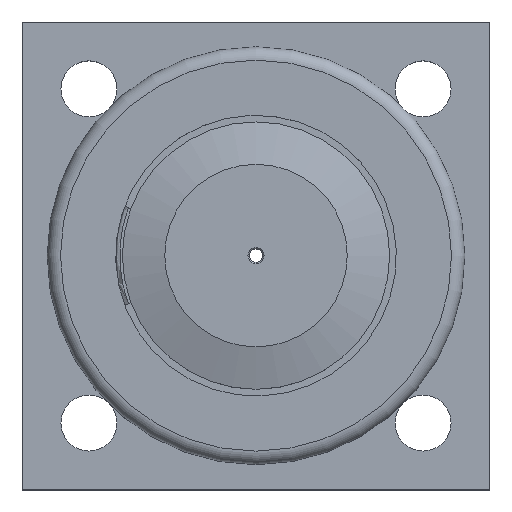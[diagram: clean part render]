
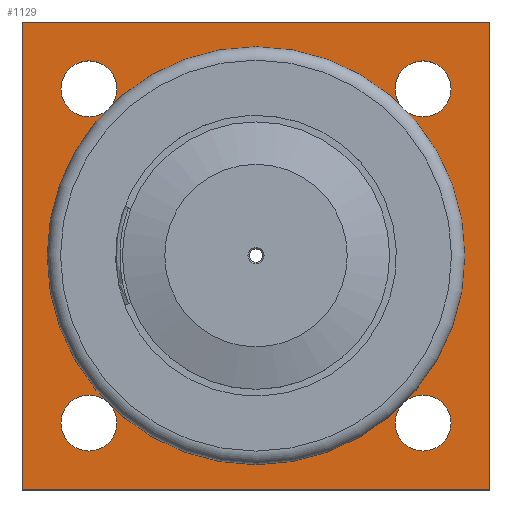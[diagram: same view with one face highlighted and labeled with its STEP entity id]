
A CAD part, top view. The second image highlights one B-rep face of the part: STEP entity #1129.
In plain terms, the highlighted planar face has unit normal (0, 0, 1).
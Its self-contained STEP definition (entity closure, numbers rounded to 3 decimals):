
#44=FACE_BOUND('',#154,.T.);
#45=FACE_BOUND('',#155,.T.);
#46=FACE_BOUND('',#156,.T.);
#47=FACE_BOUND('',#157,.T.);
#48=FACE_BOUND('',#158,.T.);
#67=PLANE('',#1213);
#92=FACE_OUTER_BOUND('',#153,.T.);
#153=EDGE_LOOP('',(#738,#739,#740,#741));
#154=EDGE_LOOP('',(#742,#743));
#155=EDGE_LOOP('',(#744,#745));
#156=EDGE_LOOP('',(#746,#747));
#157=EDGE_LOOP('',(#748,#749));
#158=EDGE_LOOP('',(#750,#751));
#237=LINE('',#1783,#293);
#238=LINE('',#1785,#294);
#239=LINE('',#1787,#295);
#240=LINE('',#1788,#296);
#293=VECTOR('',#1390,10.);
#294=VECTOR('',#1391,10.);
#295=VECTOR('',#1392,10.);
#296=VECTOR('',#1393,10.);
#351=CIRCLE('',#1214,17.5);
#352=CIRCLE('',#1215,17.5);
#353=CIRCLE('',#1216,4.188);
#354=CIRCLE('',#1217,4.188);
#355=CIRCLE('',#1218,4.188);
#356=CIRCLE('',#1219,4.188);
#357=CIRCLE('',#1220,4.188);
#358=CIRCLE('',#1221,4.188);
#359=CIRCLE('',#1222,4.188);
#360=CIRCLE('',#1223,4.188);
#458=VERTEX_POINT('',#1781);
#459=VERTEX_POINT('',#1782);
#460=VERTEX_POINT('',#1784);
#461=VERTEX_POINT('',#1786);
#462=VERTEX_POINT('',#1789);
#463=VERTEX_POINT('',#1790);
#464=VERTEX_POINT('',#1793);
#465=VERTEX_POINT('',#1794);
#466=VERTEX_POINT('',#1797);
#467=VERTEX_POINT('',#1798);
#468=VERTEX_POINT('',#1801);
#469=VERTEX_POINT('',#1802);
#470=VERTEX_POINT('',#1805);
#471=VERTEX_POINT('',#1806);
#574=EDGE_CURVE('',#458,#459,#237,.T.);
#575=EDGE_CURVE('',#460,#458,#238,.T.);
#576=EDGE_CURVE('',#461,#460,#239,.T.);
#577=EDGE_CURVE('',#459,#461,#240,.T.);
#578=EDGE_CURVE('',#462,#463,#351,.T.);
#579=EDGE_CURVE('',#463,#462,#352,.T.);
#580=EDGE_CURVE('',#464,#465,#353,.T.);
#581=EDGE_CURVE('',#465,#464,#354,.T.);
#582=EDGE_CURVE('',#466,#467,#355,.T.);
#583=EDGE_CURVE('',#467,#466,#356,.T.);
#584=EDGE_CURVE('',#468,#469,#357,.T.);
#585=EDGE_CURVE('',#469,#468,#358,.T.);
#586=EDGE_CURVE('',#470,#471,#359,.T.);
#587=EDGE_CURVE('',#471,#470,#360,.T.);
#738=ORIENTED_EDGE('',*,*,#574,.F.);
#739=ORIENTED_EDGE('',*,*,#575,.F.);
#740=ORIENTED_EDGE('',*,*,#576,.F.);
#741=ORIENTED_EDGE('',*,*,#577,.F.);
#742=ORIENTED_EDGE('',*,*,#578,.T.);
#743=ORIENTED_EDGE('',*,*,#579,.T.);
#744=ORIENTED_EDGE('',*,*,#580,.T.);
#745=ORIENTED_EDGE('',*,*,#581,.T.);
#746=ORIENTED_EDGE('',*,*,#582,.T.);
#747=ORIENTED_EDGE('',*,*,#583,.T.);
#748=ORIENTED_EDGE('',*,*,#584,.T.);
#749=ORIENTED_EDGE('',*,*,#585,.T.);
#750=ORIENTED_EDGE('',*,*,#586,.T.);
#751=ORIENTED_EDGE('',*,*,#587,.T.);
#1129=ADVANCED_FACE('',(#92,#44,#45,#46,#47,#48),#67,.T.);
#1213=AXIS2_PLACEMENT_3D('',#1780,#1388,#1389);
#1214=AXIS2_PLACEMENT_3D('',#1791,#1394,#1395);
#1215=AXIS2_PLACEMENT_3D('',#1792,#1396,#1397);
#1216=AXIS2_PLACEMENT_3D('',#1795,#1398,#1399);
#1217=AXIS2_PLACEMENT_3D('',#1796,#1400,#1401);
#1218=AXIS2_PLACEMENT_3D('',#1799,#1402,#1403);
#1219=AXIS2_PLACEMENT_3D('',#1800,#1404,#1405);
#1220=AXIS2_PLACEMENT_3D('',#1803,#1406,#1407);
#1221=AXIS2_PLACEMENT_3D('',#1804,#1408,#1409);
#1222=AXIS2_PLACEMENT_3D('',#1807,#1410,#1411);
#1223=AXIS2_PLACEMENT_3D('',#1808,#1412,#1413);
#1388=DIRECTION('center_axis',(0.,0.,1.));
#1389=DIRECTION('ref_axis',(1.,0.,0.));
#1390=DIRECTION('',(0.,1.,0.));
#1391=DIRECTION('',(-1.,0.,0.));
#1392=DIRECTION('',(0.,-1.,0.));
#1393=DIRECTION('',(1.,0.,0.));
#1394=DIRECTION('center_axis',(0.,0.,-1.));
#1395=DIRECTION('ref_axis',(0.,1.,0.));
#1396=DIRECTION('center_axis',(0.,0.,-1.));
#1397=DIRECTION('ref_axis',(0.,1.,0.));
#1398=DIRECTION('center_axis',(0.,0.,-1.));
#1399=DIRECTION('ref_axis',(1.,0.,0.));
#1400=DIRECTION('center_axis',(0.,0.,-1.));
#1401=DIRECTION('ref_axis',(1.,0.,0.));
#1402=DIRECTION('center_axis',(0.,0.,-1.));
#1403=DIRECTION('ref_axis',(1.,0.,0.));
#1404=DIRECTION('center_axis',(0.,0.,-1.));
#1405=DIRECTION('ref_axis',(1.,0.,0.));
#1406=DIRECTION('center_axis',(0.,0.,-1.));
#1407=DIRECTION('ref_axis',(1.,0.,0.));
#1408=DIRECTION('center_axis',(0.,0.,-1.));
#1409=DIRECTION('ref_axis',(1.,0.,0.));
#1410=DIRECTION('center_axis',(0.,0.,-1.));
#1411=DIRECTION('ref_axis',(1.,0.,0.));
#1412=DIRECTION('center_axis',(0.,0.,-1.));
#1413=DIRECTION('ref_axis',(1.,0.,0.));
#1780=CARTESIAN_POINT('Origin',(35.,35.,12.));
#1781=CARTESIAN_POINT('',(0.,0.,12.));
#1782=CARTESIAN_POINT('',(0.,70.,12.));
#1783=CARTESIAN_POINT('',(0.,70.,12.));
#1784=CARTESIAN_POINT('',(70.,0.,12.));
#1785=CARTESIAN_POINT('',(0.,0.,12.));
#1786=CARTESIAN_POINT('',(70.,70.,12.));
#1787=CARTESIAN_POINT('',(70.,0.,12.));
#1788=CARTESIAN_POINT('',(70.,70.,12.));
#1789=CARTESIAN_POINT('',(35.,52.5,12.));
#1790=CARTESIAN_POINT('',(35.,17.5,12.));
#1791=CARTESIAN_POINT('Origin',(35.,35.,12.));
#1792=CARTESIAN_POINT('Origin',(35.,35.,12.));
#1793=CARTESIAN_POINT('',(14.188,10.,12.));
#1794=CARTESIAN_POINT('',(5.812,10.,12.));
#1795=CARTESIAN_POINT('Origin',(10.,10.,12.));
#1796=CARTESIAN_POINT('Origin',(10.,10.,12.));
#1797=CARTESIAN_POINT('',(64.188,10.,12.));
#1798=CARTESIAN_POINT('',(55.812,10.,12.));
#1799=CARTESIAN_POINT('Origin',(60.,10.,12.));
#1800=CARTESIAN_POINT('Origin',(60.,10.,12.));
#1801=CARTESIAN_POINT('',(64.188,60.,12.));
#1802=CARTESIAN_POINT('',(55.812,60.,12.));
#1803=CARTESIAN_POINT('Origin',(60.,60.,12.));
#1804=CARTESIAN_POINT('Origin',(60.,60.,12.));
#1805=CARTESIAN_POINT('',(14.188,60.,12.));
#1806=CARTESIAN_POINT('',(5.812,60.,12.));
#1807=CARTESIAN_POINT('Origin',(10.,60.,12.));
#1808=CARTESIAN_POINT('Origin',(10.,60.,12.));
